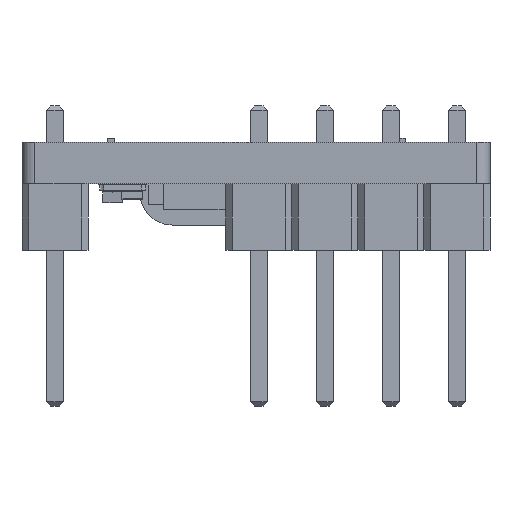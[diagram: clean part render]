
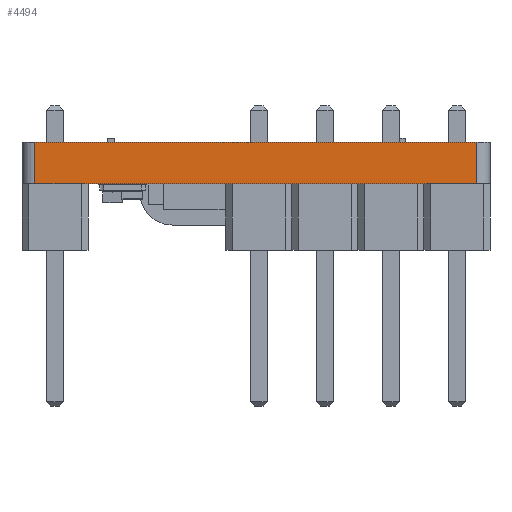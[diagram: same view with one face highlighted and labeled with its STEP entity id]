
A CAD part, front view. The second image highlights one B-rep face of the part: STEP entity #4494.
In plain terms, the highlighted planar face has unit normal (0, -1, 0).
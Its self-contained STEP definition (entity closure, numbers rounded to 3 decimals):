
#3142=CARTESIAN_POINT('',(-8.5,-16.5,1.6));
#3143=VERTEX_POINT('',#3142);
#3151=CARTESIAN_POINT('',(8.5,-16.5,1.6));
#3152=VERTEX_POINT('',#3151);
#3153=CARTESIAN_POINT('',(8.5,-16.5,1.6));
#3154=DIRECTION('',(-1.,0.,0.));
#3155=VECTOR('',#3154,17.);
#3156=LINE('',#3153,#3155);
#3157=EDGE_CURVE('',#3152,#3143,#3156,.T.);
#3478=CARTESIAN_POINT('',(8.5,-16.5,0.));
#3479=VERTEX_POINT('',#3478);
#3487=CARTESIAN_POINT('',(-8.5,-16.5,0.));
#3488=VERTEX_POINT('',#3487);
#3489=CARTESIAN_POINT('',(8.5,-16.5,0.));
#3490=DIRECTION('',(-1.,-0.,0.));
#3491=VECTOR('',#3490,17.);
#3492=LINE('',#3489,#3491);
#3493=EDGE_CURVE('',#3479,#3488,#3492,.T.);
#4473=CARTESIAN_POINT('',(0.,-16.5,1.6));
#4474=DIRECTION('',(0.,-1.,0.));
#4475=DIRECTION('',(0.,0.,1.));
#4476=AXIS2_PLACEMENT_3D('',#4473,#4474,#4475);
#4477=PLANE('',#4476);
#4478=ORIENTED_EDGE('',*,*,#3157,.T.);
#4479=CARTESIAN_POINT('',(-8.5,-16.5,1.6));
#4480=DIRECTION('',(-0.,-0.,-1.));
#4481=VECTOR('',#4480,1.6);
#4482=LINE('',#4479,#4481);
#4483=EDGE_CURVE('',#3143,#3488,#4482,.T.);
#4484=ORIENTED_EDGE('',*,*,#4483,.T.);
#4485=ORIENTED_EDGE('',*,*,#3493,.F.);
#4486=CARTESIAN_POINT('',(8.5,-16.5,0.));
#4487=DIRECTION('',(0.,0.,1.));
#4488=VECTOR('',#4487,1.6);
#4489=LINE('',#4486,#4488);
#4490=EDGE_CURVE('',#3479,#3152,#4489,.T.);
#4491=ORIENTED_EDGE('',*,*,#4490,.T.);
#4492=EDGE_LOOP('',(#4478,#4484,#4485,#4491));
#4493=FACE_BOUND('',#4492,.T.);
#4494=ADVANCED_FACE('',(#4493),#4477,.T.);
